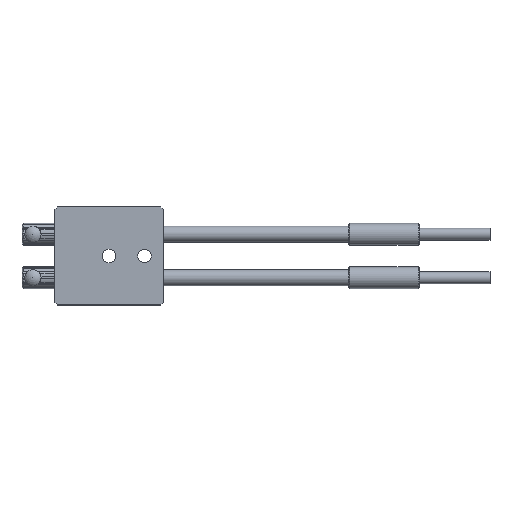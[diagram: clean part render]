
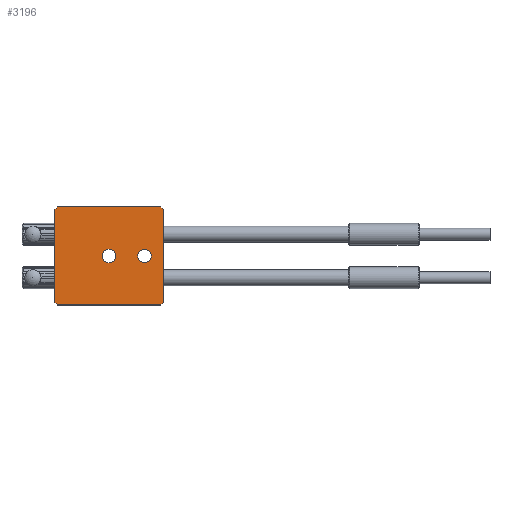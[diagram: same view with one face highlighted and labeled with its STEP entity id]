
A CAD part, top view. The second image highlights one B-rep face of the part: STEP entity #3196.
In plain terms, the highlighted planar face has unit normal (0, 0, 1).
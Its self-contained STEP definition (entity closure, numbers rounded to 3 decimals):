
#161=FACE_BOUND('',#671,.T.);
#162=FACE_BOUND('',#672,.T.);
#270=PLANE('',#3522);
#484=FACE_OUTER_BOUND('',#670,.T.);
#670=EDGE_LOOP('',(#2981,#2982,#2983,#2984,#2985,#2986,#2987,#2988));
#671=EDGE_LOOP('',(#2989,#2990));
#672=EDGE_LOOP('',(#2991,#2992));
#683=LINE('',#4433,#921);
#687=LINE('',#4440,#925);
#766=LINE('',#4652,#1004);
#769=LINE('',#4657,#1007);
#771=LINE('',#4665,#1009);
#774=LINE('',#4670,#1012);
#909=LINE('',#5620,#1147);
#910=LINE('',#5622,#1148);
#921=VECTOR('',#3593,10.);
#925=VECTOR('',#3599,10.);
#1004=VECTOR('',#3734,10.);
#1007=VECTOR('',#3739,10.);
#1009=VECTOR('',#3747,10.);
#1012=VECTOR('',#3752,10.);
#1147=VECTOR('',#4369,10.);
#1148=VECTOR('',#4372,10.);
#1251=CIRCLE('',#3515,1.23);
#1252=CIRCLE('',#3516,1.23);
#1253=CIRCLE('',#3518,1.23);
#1254=CIRCLE('',#3519,1.23);
#1271=VERTEX_POINT('',#4430);
#1272=VERTEX_POINT('',#4432);
#1274=VERTEX_POINT('',#4438);
#1378=VERTEX_POINT('',#4650);
#1379=VERTEX_POINT('',#4651);
#1380=VERTEX_POINT('',#4656);
#1383=VERTEX_POINT('',#4664);
#1384=VERTEX_POINT('',#4668);
#1561=VERTEX_POINT('',#5608);
#1562=VERTEX_POINT('',#5609);
#1563=VERTEX_POINT('',#5614);
#1564=VERTEX_POINT('',#5615);
#1589=EDGE_CURVE('',#1271,#1272,#683,.T.);
#1593=EDGE_CURVE('',#1271,#1274,#687,.T.);
#1698=EDGE_CURVE('',#1378,#1379,#766,.T.);
#1701=EDGE_CURVE('',#1380,#1379,#769,.T.);
#1705=EDGE_CURVE('',#1380,#1383,#771,.T.);
#1708=EDGE_CURVE('',#1384,#1274,#774,.T.);
#2033=EDGE_CURVE('',#1561,#1562,#1251,.T.);
#2034=EDGE_CURVE('',#1562,#1561,#1252,.T.);
#2036=EDGE_CURVE('',#1563,#1564,#1253,.T.);
#2037=EDGE_CURVE('',#1564,#1563,#1254,.T.);
#2039=EDGE_CURVE('',#1384,#1383,#909,.T.);
#2040=EDGE_CURVE('',#1378,#1272,#910,.T.);
#2981=ORIENTED_EDGE('',*,*,#1589,.F.);
#2982=ORIENTED_EDGE('',*,*,#1593,.T.);
#2983=ORIENTED_EDGE('',*,*,#1708,.F.);
#2984=ORIENTED_EDGE('',*,*,#2039,.T.);
#2985=ORIENTED_EDGE('',*,*,#1705,.F.);
#2986=ORIENTED_EDGE('',*,*,#1701,.T.);
#2987=ORIENTED_EDGE('',*,*,#1698,.F.);
#2988=ORIENTED_EDGE('',*,*,#2040,.T.);
#2989=ORIENTED_EDGE('',*,*,#2033,.T.);
#2990=ORIENTED_EDGE('',*,*,#2034,.T.);
#2991=ORIENTED_EDGE('',*,*,#2036,.T.);
#2992=ORIENTED_EDGE('',*,*,#2037,.T.);
#3196=ADVANCED_FACE('',(#484,#161,#162),#270,.T.);
#3515=AXIS2_PLACEMENT_3D('',#5610,#4355,#4356);
#3516=AXIS2_PLACEMENT_3D('',#5611,#4357,#4358);
#3518=AXIS2_PLACEMENT_3D('',#5616,#4362,#4363);
#3519=AXIS2_PLACEMENT_3D('',#5617,#4364,#4365);
#3522=AXIS2_PLACEMENT_3D('',#5623,#4373,#4374);
#3593=DIRECTION('',(0.707,0.707,0.));
#3599=DIRECTION('',(0.,-1.,0.));
#3734=DIRECTION('',(0.707,-0.707,0.));
#3739=DIRECTION('',(0.,1.,0.));
#3747=DIRECTION('',(-0.707,-0.707,0.));
#3752=DIRECTION('',(-0.707,0.707,0.));
#4355=DIRECTION('center_axis',(0.,0.,-1.));
#4356=DIRECTION('ref_axis',(1.,0.,0.));
#4357=DIRECTION('center_axis',(0.,0.,-1.));
#4358=DIRECTION('ref_axis',(1.,0.,0.));
#4362=DIRECTION('center_axis',(0.,0.,-1.));
#4363=DIRECTION('ref_axis',(1.,0.,0.));
#4364=DIRECTION('center_axis',(0.,0.,-1.));
#4365=DIRECTION('ref_axis',(1.,0.,0.));
#4369=DIRECTION('',(1.,0.,0.));
#4372=DIRECTION('',(-1.,0.,0.));
#4373=DIRECTION('center_axis',(0.,0.,1.));
#4374=DIRECTION('ref_axis',(1.,0.,0.));
#4430=CARTESIAN_POINT('',(-10.,8.5,2.5));
#4432=CARTESIAN_POINT('',(-9.5,9.,2.5));
#4433=CARTESIAN_POINT('',(-9.5,9.,2.5));
#4438=CARTESIAN_POINT('',(-10.,-8.5,2.5));
#4440=CARTESIAN_POINT('',(-10.,-9.,2.5));
#4650=CARTESIAN_POINT('',(9.5,9.,2.5));
#4651=CARTESIAN_POINT('',(10.,8.5,2.5));
#4652=CARTESIAN_POINT('',(9.5,9.,2.5));
#4656=CARTESIAN_POINT('',(10.,-8.5,2.5));
#4657=CARTESIAN_POINT('',(10.,9.,2.5));
#4664=CARTESIAN_POINT('',(9.5,-9.,2.5));
#4665=CARTESIAN_POINT('',(9.5,-9.,2.5));
#4668=CARTESIAN_POINT('',(-9.5,-9.,2.5));
#4670=CARTESIAN_POINT('',(-9.5,-9.,2.5));
#5608=CARTESIAN_POINT('',(1.23,0.,2.5));
#5609=CARTESIAN_POINT('',(-1.23,0.,2.5));
#5610=CARTESIAN_POINT('Origin',(0.,0.,2.5));
#5611=CARTESIAN_POINT('Origin',(0.,0.,2.5));
#5614=CARTESIAN_POINT('',(7.73,0.,2.5));
#5615=CARTESIAN_POINT('',(5.271,0.,2.5));
#5616=CARTESIAN_POINT('Origin',(6.5,0.,2.5));
#5617=CARTESIAN_POINT('Origin',(6.5,0.,2.5));
#5620=CARTESIAN_POINT('',(10.,-9.,2.5));
#5622=CARTESIAN_POINT('',(-10.,9.,2.5));
#5623=CARTESIAN_POINT('Origin',(0.,0.,2.5));
